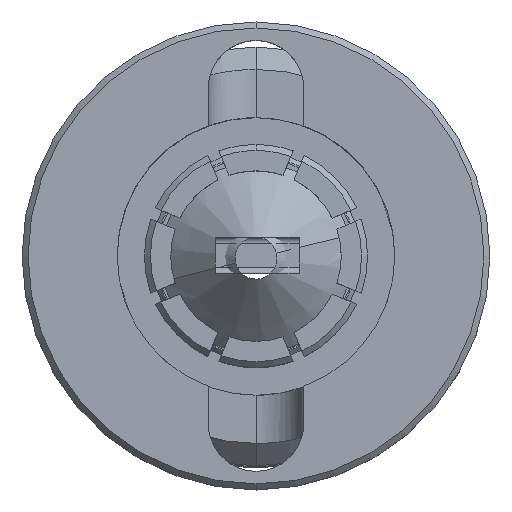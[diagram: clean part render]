
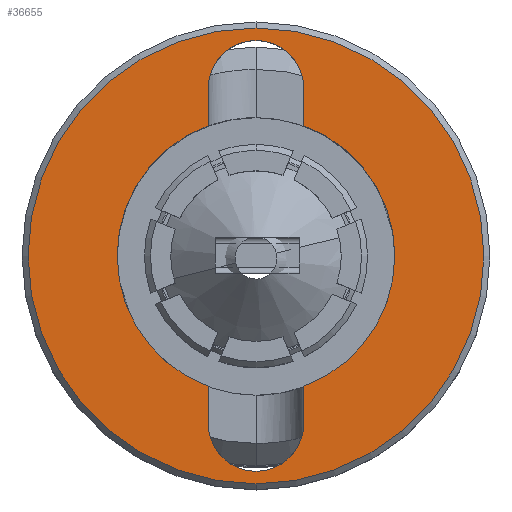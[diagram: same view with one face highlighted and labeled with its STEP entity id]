
A CAD part, top view. The second image highlights one B-rep face of the part: STEP entity #36655.
In plain terms, the highlighted planar face has unit normal (0, 0, 1).
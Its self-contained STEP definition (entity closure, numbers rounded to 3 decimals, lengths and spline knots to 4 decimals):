
#295 = AXIS2_PLACEMENT_3D ( 'NONE', #121124, #45739, #44939 ) ;
#1890 = EDGE_LOOP ( 'NONE', ( #21486, #36891 ) ) ;
#2502 = EDGE_CURVE ( 'NONE', #57814, #104255, #93765, .T. ) ;
#3133 = DIRECTION ( 'NONE',  ( 1., 0., 0. ) ) ;
#4972 = EDGE_CURVE ( 'NONE', #35210, #112640, #80161, .T. ) ;
#8496 = PLANE ( 'NONE',  #295 ) ;
#10196 = VERTEX_POINT ( 'NONE', #74016 ) ;
#12840 = DIRECTION ( 'NONE',  ( 0., 0., 1. ) ) ;
#13200 = DIRECTION ( 'NONE',  ( 0., -1., 0. ) ) ;
#15196 = DIRECTION ( 'NONE',  ( 0., 1., 0. ) ) ;
#21486 = ORIENTED_EDGE ( 'NONE', *, *, #53205, .T. ) ;
#21992 = DIRECTION ( 'NONE',  ( 0., -1., 0. ) ) ;
#25471 = ORIENTED_EDGE ( 'NONE', *, *, #2502, .F. ) ;
#26028 = CARTESIAN_POINT ( 'NONE',  ( 0.8, 2.32, 21.77 ) ) ;
#27184 = DIRECTION ( 'NONE',  ( 0., 0., 1. ) ) ;
#27219 = CARTESIAN_POINT ( 'NONE',  ( 0., 2.8, 21.77 ) ) ;
#28154 = CIRCLE ( 'NONE', #59909, 3.81 ) ;
#30008 = CARTESIAN_POINT ( 'NONE',  ( 0.8, -2.8, 21.77 ) ) ;
#30154 = VECTOR ( 'NONE', #15196, 1000. ) ;
#32520 = FACE_OUTER_BOUND ( 'NONE', #1890, .T. ) ;
#32777 = VERTEX_POINT ( 'NONE', #88034 ) ;
#33618 = CARTESIAN_POINT ( 'NONE',  ( -0.8, -2.1777, 21.77 ) ) ;
#35210 = VERTEX_POINT ( 'NONE', #107312 ) ;
#36655 = ADVANCED_FACE ( 'NONE', ( #32520, #135197 ), #8496, .T. ) ;
#36891 = ORIENTED_EDGE ( 'NONE', *, *, #76423, .T. ) ;
#38247 = DIRECTION ( 'NONE',  ( 0., 0., -1. ) ) ;
#40818 = DIRECTION ( 'NONE',  ( 0., 1., 0. ) ) ;
#42077 = EDGE_CURVE ( 'NONE', #78127, #160611, #146826, .T. ) ;
#42458 = DIRECTION ( 'NONE',  ( 0., 0., -1. ) ) ;
#42745 = VERTEX_POINT ( 'NONE', #66118 ) ;
#44017 = CARTESIAN_POINT ( 'NONE',  ( 0.8, -2.8, 21.77 ) ) ;
#44939 = DIRECTION ( 'NONE',  ( 0., -1., 0. ) ) ;
#45739 = DIRECTION ( 'NONE',  ( 0., 0., 1. ) ) ;
#46472 = EDGE_LOOP ( 'NONE', ( #155902, #148988, #90032, #49025, #80426, #144118, #25471, #135286 ) ) ;
#48820 = CARTESIAN_POINT ( 'NONE',  ( 0., 0., 21.77 ) ) ;
#49025 = ORIENTED_EDGE ( 'NONE', *, *, #109462, .F. ) ;
#53205 = EDGE_CURVE ( 'NONE', #42745, #32777, #79943, .T. ) ;
#54324 = CIRCLE ( 'NONE', #128406, 0.8 ) ;
#57814 = VERTEX_POINT ( 'NONE', #60466 ) ;
#58173 = DIRECTION ( 'NONE',  ( 0., -1., 0. ) ) ;
#58978 = CARTESIAN_POINT ( 'NONE',  ( -0.8, 2.32, 21.77 ) ) ;
#59909 = AXIS2_PLACEMENT_3D ( 'NONE', #60882, #12840, #21992 ) ;
#60466 = CARTESIAN_POINT ( 'NONE',  ( -0.8, 2.8, 21.77 ) ) ;
#60882 = CARTESIAN_POINT ( 'NONE',  ( 0., 0., 21.77 ) ) ;
#66118 = CARTESIAN_POINT ( 'NONE',  ( 0., 3.81, 21.77 ) ) ;
#67244 = CARTESIAN_POINT ( 'NONE',  ( 0., 0., 21.77 ) ) ;
#67735 = DIRECTION ( 'NONE',  ( 0., 1., 0. ) ) ;
#68450 = EDGE_CURVE ( 'NONE', #77107, #112640, #143468, .T. ) ;
#74016 = CARTESIAN_POINT ( 'NONE',  ( 0.8, 2.8, 21.77 ) ) ;
#76423 = EDGE_CURVE ( 'NONE', #32777, #42745, #28154, .T. ) ;
#77107 = VERTEX_POINT ( 'NONE', #44017 ) ;
#78127 = VERTEX_POINT ( 'NONE', #33618 ) ;
#79943 = CIRCLE ( 'NONE', #114392, 3.81 ) ;
#80161 = CIRCLE ( 'NONE', #156929, 2.32 ) ;
#80426 = ORIENTED_EDGE ( 'NONE', *, *, #42077, .F. ) ;
#86224 = AXIS2_PLACEMENT_3D ( 'NONE', #27219, #89358, #136805 ) ;
#88034 = CARTESIAN_POINT ( 'NONE',  ( 0., -3.81, 21.77 ) ) ;
#89358 = DIRECTION ( 'NONE',  ( 0., 0., 1. ) ) ;
#90032 = ORIENTED_EDGE ( 'NONE', *, *, #68450, .F. ) ;
#92866 = CIRCLE ( 'NONE', #108750, 2.32 ) ;
#93765 = LINE ( 'NONE', #144296, #116337 ) ;
#97161 = CARTESIAN_POINT ( 'NONE',  ( 0.8, -2.1777, 21.77 ) ) ;
#104106 = EDGE_CURVE ( 'NONE', #78127, #104255, #92866, .T. ) ;
#104205 = VECTOR ( 'NONE', #58173, 1000. ) ;
#104255 = VERTEX_POINT ( 'NONE', #123555 ) ;
#105453 = EDGE_CURVE ( 'NONE', #35210, #10196, #128685, .T. ) ;
#107312 = CARTESIAN_POINT ( 'NONE',  ( 0.8, 2.1777, 21.77 ) ) ;
#108750 = AXIS2_PLACEMENT_3D ( 'NONE', #67244, #42458, #40818 ) ;
#109462 = EDGE_CURVE ( 'NONE', #160611, #77107, #54324, .T. ) ;
#112640 = VERTEX_POINT ( 'NONE', #97161 ) ;
#113644 = CARTESIAN_POINT ( 'NONE',  ( 0., 0., 21.77 ) ) ;
#114392 = AXIS2_PLACEMENT_3D ( 'NONE', #48820, #127499, #13200 ) ;
#116337 = VECTOR ( 'NONE', #133521, 1000. ) ;
#121124 = CARTESIAN_POINT ( 'NONE',  ( 0., 2.32, 21.77 ) ) ;
#122148 = EDGE_CURVE ( 'NONE', #10196, #57814, #128532, .T. ) ;
#123555 = CARTESIAN_POINT ( 'NONE',  ( -0.8, 2.1777, 21.77 ) ) ;
#127499 = DIRECTION ( 'NONE',  ( 0., 0., 1. ) ) ;
#128406 = AXIS2_PLACEMENT_3D ( 'NONE', #130631, #27184, #3133 ) ;
#128532 = CIRCLE ( 'NONE', #86224, 0.8 ) ;
#128685 = LINE ( 'NONE', #26028, #30154 ) ;
#130631 = CARTESIAN_POINT ( 'NONE',  ( 0., -2.8, 21.77 ) ) ;
#131899 = VECTOR ( 'NONE', #144282, 1000. ) ;
#133521 = DIRECTION ( 'NONE',  ( 0., -1., 0. ) ) ;
#135197 = FACE_BOUND ( 'NONE', #46472, .T. ) ;
#135286 = ORIENTED_EDGE ( 'NONE', *, *, #122148, .F. ) ;
#136805 = DIRECTION ( 'NONE',  ( 1., 0., 0. ) ) ;
#143468 = LINE ( 'NONE', #30008, #131899 ) ;
#144118 = ORIENTED_EDGE ( 'NONE', *, *, #104106, .T. ) ;
#144282 = DIRECTION ( 'NONE',  ( 0., 1., 0. ) ) ;
#144296 = CARTESIAN_POINT ( 'NONE',  ( -0.8, -2.8, 21.77 ) ) ;
#146826 = LINE ( 'NONE', #58978, #104205 ) ;
#148988 = ORIENTED_EDGE ( 'NONE', *, *, #4972, .T. ) ;
#155902 = ORIENTED_EDGE ( 'NONE', *, *, #105453, .F. ) ;
#156929 = AXIS2_PLACEMENT_3D ( 'NONE', #113644, #38247, #67735 ) ;
#160611 = VERTEX_POINT ( 'NONE', #162464 ) ;
#162464 = CARTESIAN_POINT ( 'NONE',  ( -0.8, -2.8, 21.77 ) ) ;
